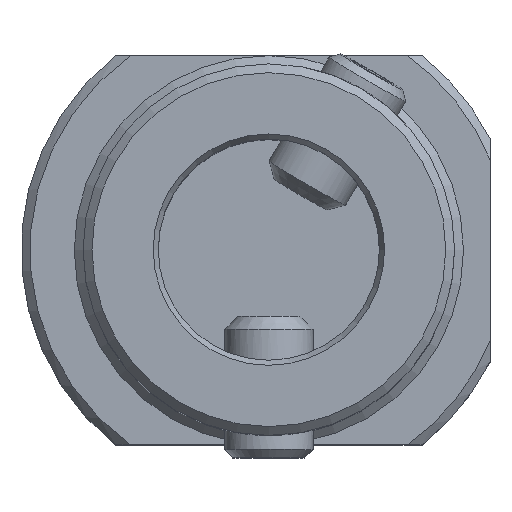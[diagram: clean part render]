
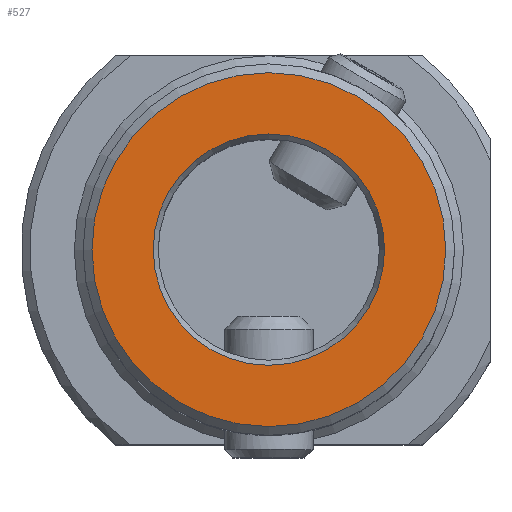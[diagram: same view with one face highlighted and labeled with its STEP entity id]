
A CAD part, top view. The second image highlights one B-rep face of the part: STEP entity #527.
In plain terms, the highlighted planar face has unit normal (0, 0, 1).
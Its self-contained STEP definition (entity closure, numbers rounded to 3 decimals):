
#137=PLANE('',#1909);
#527=ADVANCED_FACE('',(#717,#718),#137,.T.);
#674=CIRCLE('',#1907,13.077);
#675=CIRCLE('',#1908,20.);
#717=FACE_BOUND('',#810,.T.);
#718=FACE_BOUND('',#811,.T.);
#810=EDGE_LOOP('',(#1002));
#811=EDGE_LOOP('',(#1003));
#1002=ORIENTED_EDGE('',*,*,#1651,.F.);
#1003=ORIENTED_EDGE('',*,*,#1652,.T.);
#1469=VERTEX_POINT('',#2798);
#1470=VERTEX_POINT('',#2800);
#1651=EDGE_CURVE('',#1469,#1469,#674,.T.);
#1652=EDGE_CURVE('',#1470,#1470,#675,.T.);
#1907=AXIS2_PLACEMENT_3D('',#2797,#2164,#2165);
#1908=AXIS2_PLACEMENT_3D('',#2799,#2166,#2167);
#1909=AXIS2_PLACEMENT_3D('',#2801,#2168,#2169);
#2164=DIRECTION('',(0.,0.,1.));
#2165=DIRECTION('',(-1.,0.,0.));
#2166=DIRECTION('',(0.,0.,1.));
#2167=DIRECTION('',(-1.,0.,0.));
#2168=DIRECTION('',(0.,0.,1.));
#2169=DIRECTION('',(1.,0.,0.));
#2797=CARTESIAN_POINT('',(0.,0.,56.5));
#2798=CARTESIAN_POINT('',(-13.077,0.,56.5));
#2799=CARTESIAN_POINT('',(0.,0.,56.5));
#2800=CARTESIAN_POINT('',(-20.,0.,56.5));
#2801=CARTESIAN_POINT('',(0.,0.,56.5));
